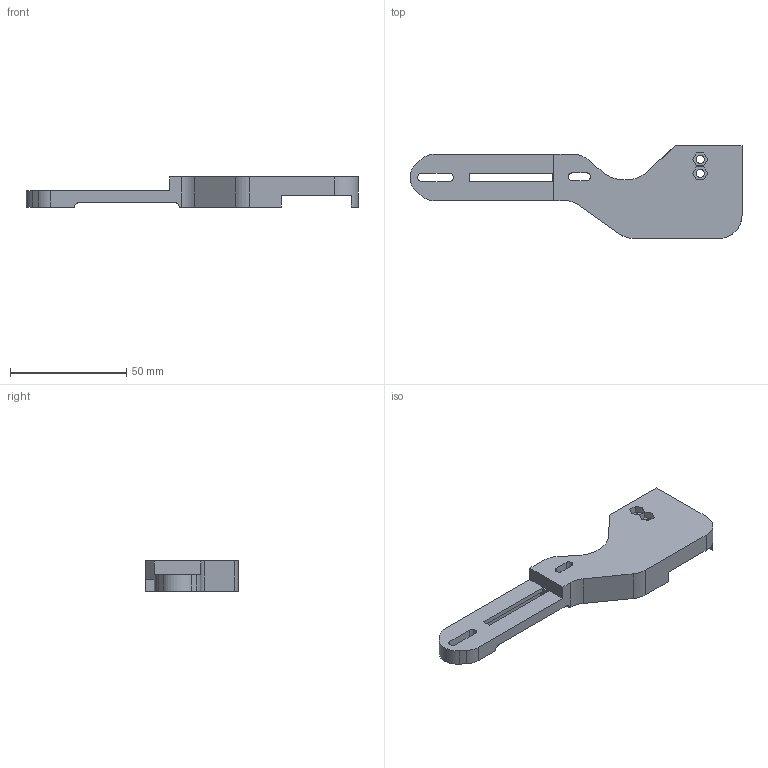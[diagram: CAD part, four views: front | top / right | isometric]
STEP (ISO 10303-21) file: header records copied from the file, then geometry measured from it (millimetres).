
FILE_DESCRIPTION(('CATIA V5 STEP Exchange'),'2;1');
FILE_NAME('HYPERCUBE-EVO-0004_NGEN.stp','2018-08-25T14:17:25+00:00',('none'),('none'),'CATIA Version 5 Release 21 GA (IN-10)','CATIA V5 STEP AP203','none');
FILE_SCHEMA(('CONFIG_CONTROL_DESIGN'));
Length unit declared in the file: millimetre
Products named in the file (1): HYPERCUBE-EVO-0004_NGEN
Bounding box: 142.97 x 40 x 13 mm (x, y, z)
Volume: 30630.3 mm3; surface area: 11734 mm2
Topology: 1 solids, 1 shells, 64 faces, 182 edges, 122 vertices
Faces by surface type: plane 46, cylinder 18
Entity records: 2059 total; most frequent: ORIENTED_EDGE 364, CARTESIAN_POINT 360, DIRECTION 292, EDGE_CURVE 182, VECTOR 143, LINE 143, VERTEX_POINT 122, AXIS2_PLACEMENT_3D 95
